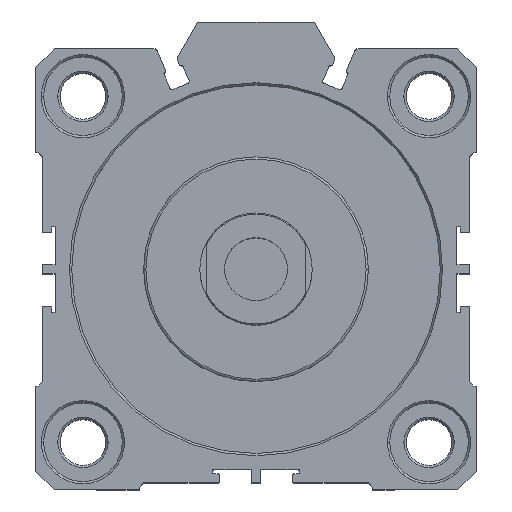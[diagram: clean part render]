
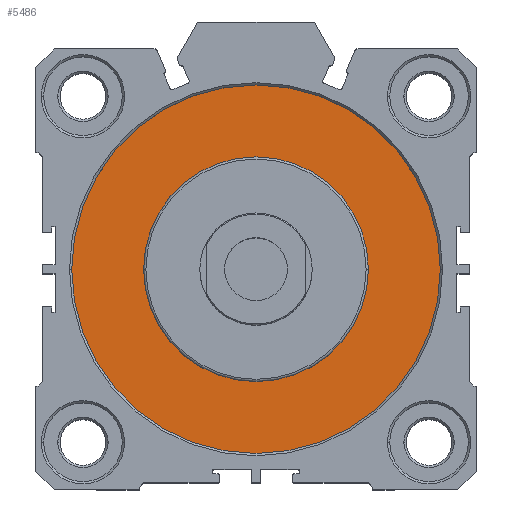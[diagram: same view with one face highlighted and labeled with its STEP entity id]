
A CAD part, top view. The second image highlights one B-rep face of the part: STEP entity #5486.
In plain terms, the highlighted planar face has unit normal (0, 0, 1).
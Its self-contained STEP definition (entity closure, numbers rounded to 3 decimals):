
#85 = DIRECTION ( 'NONE',  ( 1., 0., 0. ) ) ;
#94 = DIRECTION ( 'NONE',  ( 1., 0., 0. ) ) ;
#738 = AXIS2_PLACEMENT_3D ( 'NONE', #5895, #7161, #3398 ) ;
#836 = CARTESIAN_POINT ( 'NONE',  ( -41., 0., 31.35 ) ) ;
#929 = CARTESIAN_POINT ( 'NONE',  ( 0., 0., 31.35 ) ) ;
#951 = FACE_BOUND ( 'NONE', #5461, .T. ) ;
#1014 = EDGE_CURVE ( 'NONE', #3596, #1840, #5854, .T. ) ;
#1321 = EDGE_LOOP ( 'NONE', ( #6516, #2225 ) ) ;
#1571 = DIRECTION ( 'NONE',  ( 1., 0., 0. ) ) ;
#1840 = VERTEX_POINT ( 'NONE', #8010 ) ;
#1999 = CIRCLE ( 'NONE', #6206, 41. ) ;
#2126 = ORIENTED_EDGE ( 'NONE', *, *, #1014, .F. ) ;
#2225 = ORIENTED_EDGE ( 'NONE', *, *, #2579, .T. ) ;
#2380 = CARTESIAN_POINT ( 'NONE',  ( 41., 0., 31.35 ) ) ;
#2579 = EDGE_CURVE ( 'NONE', #5501, #5193, #1999, .T. ) ;
#2688 = CARTESIAN_POINT ( 'NONE',  ( -25., 0., 31.35 ) ) ;
#2768 = PLANE ( 'NONE',  #738 ) ;
#3233 = AXIS2_PLACEMENT_3D ( 'NONE', #929, #5385, #1571 ) ;
#3260 = ORIENTED_EDGE ( 'NONE', *, *, #4490, .F. ) ;
#3398 = DIRECTION ( 'NONE',  ( 1., 0., 0. ) ) ;
#3435 = CARTESIAN_POINT ( 'NONE',  ( 0., 0., 31.35 ) ) ;
#3590 = CIRCLE ( 'NONE', #3233, 41. ) ;
#3596 = VERTEX_POINT ( 'NONE', #2688 ) ;
#3790 = AXIS2_PLACEMENT_3D ( 'NONE', #7697, #3921, #94 ) ;
#3913 = DIRECTION ( 'NONE',  ( 0., 0., 1. ) ) ;
#3921 = DIRECTION ( 'NONE',  ( 0., 0., 1. ) ) ;
#4054 = DIRECTION ( 'NONE',  ( 1., 0., 0. ) ) ;
#4384 = CIRCLE ( 'NONE', #6652, 25. ) ;
#4490 = EDGE_CURVE ( 'NONE', #1840, #3596, #4384, .T. ) ;
#5071 = EDGE_CURVE ( 'NONE', #5193, #5501, #3590, .T. ) ;
#5193 = VERTEX_POINT ( 'NONE', #2380 ) ;
#5385 = DIRECTION ( 'NONE',  ( 0., 0., 1. ) ) ;
#5461 = EDGE_LOOP ( 'NONE', ( #2126, #3260 ) ) ;
#5486 = ADVANCED_FACE ( 'NONE', ( #951, #7909 ), #2768, .T. ) ;
#5501 = VERTEX_POINT ( 'NONE', #836 ) ;
#5854 = CIRCLE ( 'NONE', #3790, 25. ) ;
#5895 = CARTESIAN_POINT ( 'NONE',  ( 0., 0., 31.35 ) ) ;
#6206 = AXIS2_PLACEMENT_3D ( 'NONE', #3435, #7831, #4054 ) ;
#6516 = ORIENTED_EDGE ( 'NONE', *, *, #5071, .T. ) ;
#6652 = AXIS2_PLACEMENT_3D ( 'NONE', #7689, #3913, #85 ) ;
#7161 = DIRECTION ( 'NONE',  ( 0., 0., 1. ) ) ;
#7689 = CARTESIAN_POINT ( 'NONE',  ( 0., 0., 31.35 ) ) ;
#7697 = CARTESIAN_POINT ( 'NONE',  ( 0., 0., 31.35 ) ) ;
#7831 = DIRECTION ( 'NONE',  ( 0., 0., 1. ) ) ;
#7909 = FACE_OUTER_BOUND ( 'NONE', #1321, .T. ) ;
#8010 = CARTESIAN_POINT ( 'NONE',  ( 25., 0., 31.35 ) ) ;
